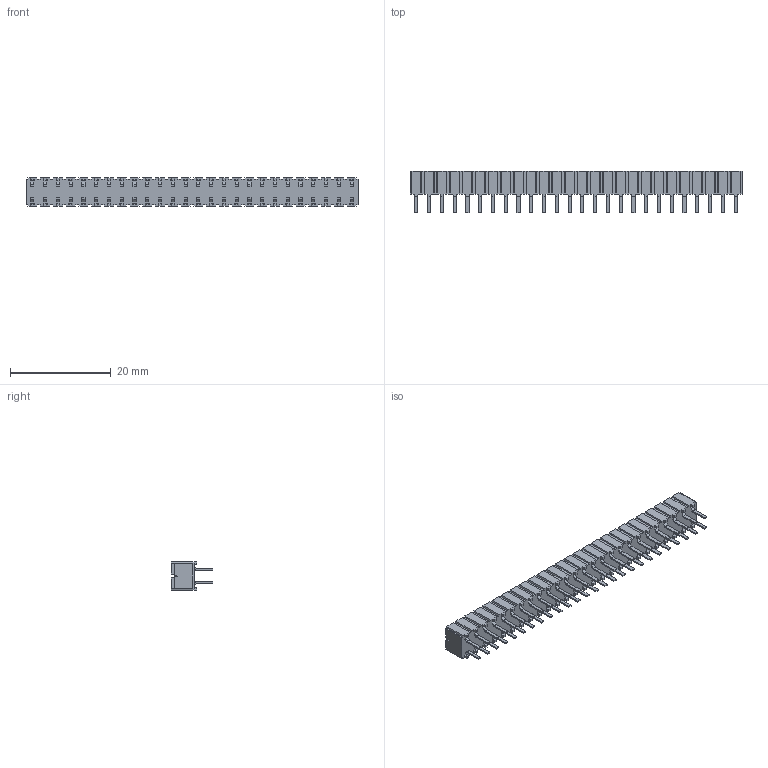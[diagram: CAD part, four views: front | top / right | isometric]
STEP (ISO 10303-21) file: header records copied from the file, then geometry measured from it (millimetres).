
FILE_DESCRIPTION(('CAx-IF Rec.Pracs.---Model Styling and Organization---1.5---2016-08-15','CAx-IF Rec.Pracs.---Geometric and Assembly Validation Properties---4.4---2016-08-17','CAx-IF Rec.Pracs.---User Defined Attributes---1.5---2016-08-15','CAx-IF Rec.Pracs.---External References---2.1---2005-01-19'),'2;1');
FILE_NAME('CES-126-01-x-D.step','2020-08-07T01:17:36',('Unspecified'),('Unspecified'),'CAD Exchanger 3.8.1 (cadexchanger.com)','Unspecified','');
FILE_SCHEMA(('AUTOMOTIVE_DESIGN { 1 0 10303 214 1 1 1 1 }'));
Length unit declared in the file: millimetre
Products named in the file (3): CES-126-01-T-D; _CES-126-01-D_socket; _012601D
Assembly tree (2 placements, depth 2):
  CES-126-01-T-D
    _CES-126-01-D_socket
    _012601D
Bounding box: 66.04 x 8.33 x 5.59 mm (x, y, z)
Volume: 2587.5 mm3; surface area: 4319.3 mm2
Topology: 2 solids, 2 shells, 1422 faces, 3786 edges, 2524 vertices
Faces by surface type: plane 1318, cylinder 104
Entity records: 54131 total; most frequent: CARTESIAN_POINT 7733, ORIENTED_EDGE 7572, DIRECTION 6840, EDGE_CURVE 3786, LINE 3578, VECTOR 3578, VERTEX_POINT 2524, AXIS2_PLACEMENT_3D 1631
